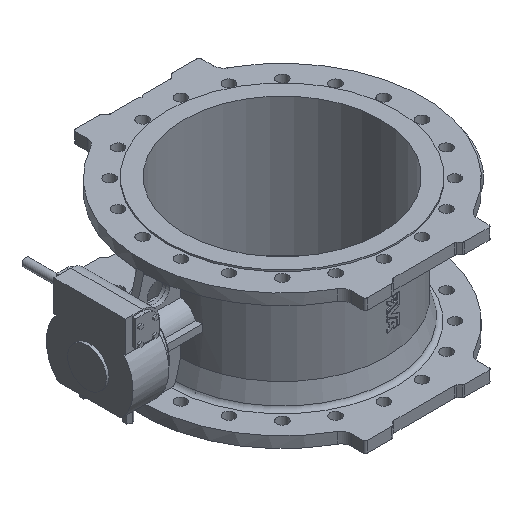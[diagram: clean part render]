
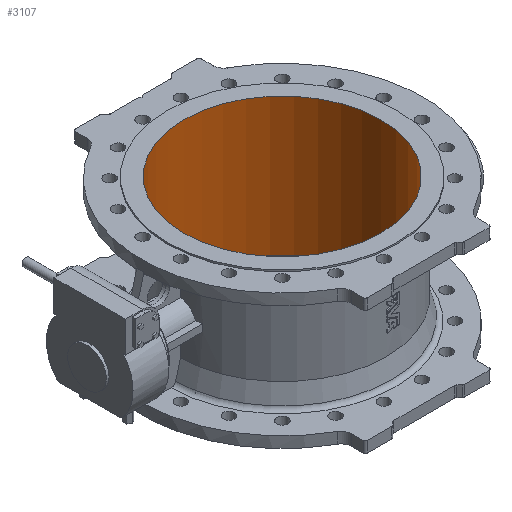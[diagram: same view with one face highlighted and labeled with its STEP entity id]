
A CAD part, isometric view. The second image highlights one B-rep face of the part: STEP entity #3107.
In plain terms, the highlighted cylindrical face has radius 250 mm (diameter 500 mm), a full revolution.
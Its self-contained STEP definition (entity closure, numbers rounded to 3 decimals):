
#563 = VERTEX_POINT ( 'NONE', #18717 ) ;
#599 = VERTEX_POINT ( 'NONE', #11494 ) ;
#2206 = FACE_OUTER_BOUND ( 'NONE', #4119, .T. ) ;
#2211 = FACE_OUTER_BOUND ( 'NONE', #4157, .T. ) ;
#2213 = CYLINDRICAL_SURFACE ( 'NONE', #17488, 250. ) ;
#3107 = ADVANCED_FACE ( 'NONE', ( #2206, #2211 ), #2213, .F. ) ;
#4119 = EDGE_LOOP ( 'NONE', ( #10065 ) ) ;
#4157 = EDGE_LOOP ( 'NONE', ( #10066 ) ) ;
#6352 = AXIS2_PLACEMENT_3D ( 'NONE', #18034, #18035, #18036 ) ;
#7709 = AXIS2_PLACEMENT_3D ( 'NONE', #9113, #9114, #9115 ) ;
#9113 = CARTESIAN_POINT ( 'NONE',  ( 0., 0., 175. ) ) ;
#9114 = DIRECTION ( 'NONE',  ( 0., 0., 1. ) ) ;
#9115 = DIRECTION ( 'NONE',  ( 1., 0., 0. ) ) ;
#10065 = ORIENTED_EDGE ( 'NONE', *, *, #18890, .T. ) ;
#10066 = ORIENTED_EDGE ( 'NONE', *, *, #19068, .F. ) ;
#10881 = DIRECTION ( 'NONE',  ( -1., 0., 0. ) ) ;
#10882 = DIRECTION ( 'NONE',  ( 0., 0., -1. ) ) ;
#10885 = CARTESIAN_POINT ( 'NONE',  ( 0., 0., 175. ) ) ;
#11494 = CARTESIAN_POINT ( 'NONE',  ( -250., 0., -175. ) ) ;
#15662 = CIRCLE ( 'NONE', #7709, 250. ) ;
#15884 = CIRCLE ( 'NONE', #6352, 250. ) ;
#17488 = AXIS2_PLACEMENT_3D ( 'NONE', #10885, #10882, #10881 ) ;
#18034 = CARTESIAN_POINT ( 'NONE',  ( 0., 0., -175. ) ) ;
#18035 = DIRECTION ( 'NONE',  ( 0., 0., 1. ) ) ;
#18036 = DIRECTION ( 'NONE',  ( -1., 0., 0. ) ) ;
#18717 = CARTESIAN_POINT ( 'NONE',  ( 250., 0., 175. ) ) ;
#18890 = EDGE_CURVE ( 'NONE', #563, #563, #15662, .T. ) ;
#19068 = EDGE_CURVE ( 'NONE', #599, #599, #15884, .T. ) ;
